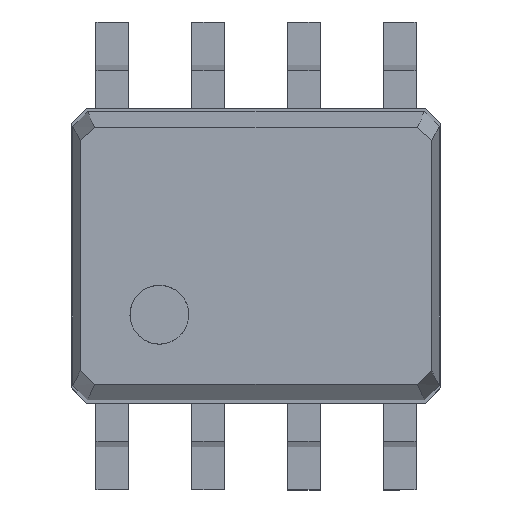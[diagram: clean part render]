
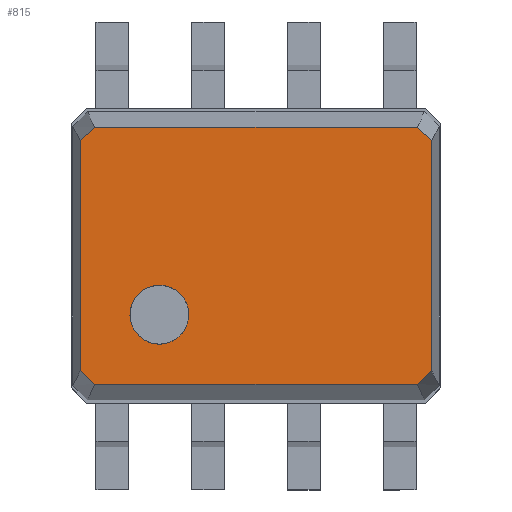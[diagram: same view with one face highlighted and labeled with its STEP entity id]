
A CAD part, top view. The second image highlights one B-rep face of the part: STEP entity #815.
In plain terms, the highlighted free-form (B-spline) face has degree [1, 1] with [2, 2] control points.
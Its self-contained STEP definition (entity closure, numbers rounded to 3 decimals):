
#644 = VERTEX_POINT('',#645);
#645 = CARTESIAN_POINT('',(-2.325,-1.526,1.7));
#652 = VERTEX_POINT('',#653);
#653 = CARTESIAN_POINT('',(-2.325,1.526,1.7));
#658 = EDGE_CURVE('',#644,#652,#659,.T.);
#659 = B_SPLINE_CURVE_WITH_KNOTS('',1,(#660,#661),.UNSPECIFIED.,.F.,.F.,
  (2,2),(0.,3.5),.PIECEWISE_BEZIER_KNOTS.);
#660 = CARTESIAN_POINT('',(-2.325,-1.526,1.7));
#661 = CARTESIAN_POINT('',(-2.325,1.526,1.7));
#674 = VERTEX_POINT('',#675);
#675 = CARTESIAN_POINT('',(-2.135,1.7,1.7));
#680 = EDGE_CURVE('',#652,#674,#681,.T.);
#681 = B_SPLINE_CURVE_WITH_KNOTS('',1,(#682,#683),.UNSPECIFIED.,.F.,.F.,
  (2,2),(0.,0.283),.PIECEWISE_BEZIER_KNOTS.);
#682 = CARTESIAN_POINT('',(-2.325,1.526,1.7));
#683 = CARTESIAN_POINT('',(-2.135,1.7,1.7));
#696 = VERTEX_POINT('',#697);
#697 = CARTESIAN_POINT('',(2.135,1.7,1.7));
#702 = EDGE_CURVE('',#674,#696,#703,.T.);
#703 = B_SPLINE_CURVE_WITH_KNOTS('',1,(#704,#705),.UNSPECIFIED.,.F.,.F.,
  (2,2),(0.,4.5),.PIECEWISE_BEZIER_KNOTS.);
#704 = CARTESIAN_POINT('',(-2.135,1.7,1.7));
#705 = CARTESIAN_POINT('',(2.135,1.7,1.7));
#718 = VERTEX_POINT('',#719);
#719 = CARTESIAN_POINT('',(2.325,1.526,1.7));
#724 = EDGE_CURVE('',#696,#718,#725,.T.);
#725 = B_SPLINE_CURVE_WITH_KNOTS('',1,(#726,#727),.UNSPECIFIED.,.F.,.F.,
  (2,2),(0.,0.283),.PIECEWISE_BEZIER_KNOTS.);
#726 = CARTESIAN_POINT('',(2.135,1.7,1.7));
#727 = CARTESIAN_POINT('',(2.325,1.526,1.7));
#740 = VERTEX_POINT('',#741);
#741 = CARTESIAN_POINT('',(2.325,-1.526,1.7));
#746 = EDGE_CURVE('',#718,#740,#747,.T.);
#747 = B_SPLINE_CURVE_WITH_KNOTS('',1,(#748,#749),.UNSPECIFIED.,.F.,.F.,
  (2,2),(0.,3.5),.PIECEWISE_BEZIER_KNOTS.);
#748 = CARTESIAN_POINT('',(2.325,1.526,1.7));
#749 = CARTESIAN_POINT('',(2.325,-1.526,1.7));
#762 = VERTEX_POINT('',#763);
#763 = CARTESIAN_POINT('',(2.135,-1.7,1.7));
#768 = EDGE_CURVE('',#740,#762,#769,.T.);
#769 = B_SPLINE_CURVE_WITH_KNOTS('',1,(#770,#771),.UNSPECIFIED.,.F.,.F.,
  (2,2),(0.,0.283),.PIECEWISE_BEZIER_KNOTS.);
#770 = CARTESIAN_POINT('',(2.325,-1.526,1.7));
#771 = CARTESIAN_POINT('',(2.135,-1.7,1.7));
#784 = VERTEX_POINT('',#785);
#785 = CARTESIAN_POINT('',(-2.135,-1.7,1.7));
#790 = EDGE_CURVE('',#762,#784,#791,.T.);
#791 = B_SPLINE_CURVE_WITH_KNOTS('',1,(#792,#793),.UNSPECIFIED.,.F.,.F.,
  (2,2),(0.,4.5),.PIECEWISE_BEZIER_KNOTS.);
#792 = CARTESIAN_POINT('',(2.135,-1.7,1.7));
#793 = CARTESIAN_POINT('',(-2.135,-1.7,1.7));
#806 = EDGE_CURVE('',#784,#644,#807,.T.);
#807 = B_SPLINE_CURVE_WITH_KNOTS('',1,(#808,#809),.UNSPECIFIED.,.F.,.F.,
  (2,2),(0.,0.283),.PIECEWISE_BEZIER_KNOTS.);
#808 = CARTESIAN_POINT('',(-2.135,-1.7,1.7));
#809 = CARTESIAN_POINT('',(-2.325,-1.526,1.7));
#815 = ADVANCED_FACE('',(#816,#826),#913,.F.);
#816 = FACE_BOUND('',#817,.F.);
#817 = EDGE_LOOP('',(#818,#819,#820,#821,#822,#823,#824,#825));
#818 = ORIENTED_EDGE('',*,*,#806,.T.);
#819 = ORIENTED_EDGE('',*,*,#658,.T.);
#820 = ORIENTED_EDGE('',*,*,#680,.T.);
#821 = ORIENTED_EDGE('',*,*,#702,.T.);
#822 = ORIENTED_EDGE('',*,*,#724,.T.);
#823 = ORIENTED_EDGE('',*,*,#746,.T.);
#824 = ORIENTED_EDGE('',*,*,#768,.T.);
#825 = ORIENTED_EDGE('',*,*,#790,.T.);
#826 = FACE_BOUND('',#827,.F.);
#827 = EDGE_LOOP('',(#828,#892));
#828 = ORIENTED_EDGE('',*,*,#829,.T.);
#829 = EDGE_CURVE('',#830,#832,#834,.T.);
#830 = VERTEX_POINT('',#831);
#831 = CARTESIAN_POINT('',(-0.89,-0.78,1.7));
#832 = VERTEX_POINT('',#833);
#833 = CARTESIAN_POINT('',(-1.015,-1.067,1.7));
#834 = B_SPLINE_CURVE_WITH_KNOTS('',6,(#835,#836,#837,#838,#839,#840,
    #841,#842,#843,#844,#845,#846,#847,#848,#849,#850,#851,#852,#853,
    #854,#855,#856,#857,#858,#859,#860,#861,#862,#863,#864,#865,#866,
    #867,#868,#869,#870,#871,#872,#873,#874,#875,#876,#877,#878,#879,
    #880,#881,#882,#883,#884,#885,#886,#887,#888,#889,#890,#891),
  .UNSPECIFIED.,.F.,.F.,(7,5,5,5,5,5,5,5,5,5,5,7),(0.,0.145,
    0.192,0.288,0.383,0.431,
    0.576,0.673,0.722,0.77,
    0.863,1.),.UNSPECIFIED.);
#835 = CARTESIAN_POINT('',(-0.89,-0.78,1.7));
#836 = CARTESIAN_POINT('',(-0.89,-0.729,1.7));
#837 = CARTESIAN_POINT('',(-0.898,-0.678,1.7));
#838 = CARTESIAN_POINT('',(-0.914,-0.629,1.7));
#839 = CARTESIAN_POINT('',(-0.938,-0.582,1.7));
#840 = CARTESIAN_POINT('',(-0.968,-0.54,1.7));
#841 = CARTESIAN_POINT('',(-1.016,-0.492,1.7));
#842 = CARTESIAN_POINT('',(-1.029,-0.481,1.7));
#843 = CARTESIAN_POINT('',(-1.042,-0.47,1.7));
#844 = CARTESIAN_POINT('',(-1.056,-0.46,1.7));
#845 = CARTESIAN_POINT('',(-1.07,-0.451,1.7));
#846 = CARTESIAN_POINT('',(-1.114,-0.425,1.7));
#847 = CARTESIAN_POINT('',(-1.145,-0.411,1.7));
#848 = CARTESIAN_POINT('',(-1.178,-0.401,1.7));
#849 = CARTESIAN_POINT('',(-1.212,-0.394,1.7));
#850 = CARTESIAN_POINT('',(-1.246,-0.39,1.7));
#851 = CARTESIAN_POINT('',(-1.314,-0.39,1.7));
#852 = CARTESIAN_POINT('',(-1.348,-0.394,1.7));
#853 = CARTESIAN_POINT('',(-1.381,-0.401,1.7));
#854 = CARTESIAN_POINT('',(-1.414,-0.411,1.7));
#855 = CARTESIAN_POINT('',(-1.445,-0.425,1.7));
#856 = CARTESIAN_POINT('',(-1.489,-0.45,1.7));
#857 = CARTESIAN_POINT('',(-1.503,-0.459,1.7));
#858 = CARTESIAN_POINT('',(-1.517,-0.469,1.7));
#859 = CARTESIAN_POINT('',(-1.53,-0.48,1.7));
#860 = CARTESIAN_POINT('',(-1.543,-0.491,1.7));
#861 = CARTESIAN_POINT('',(-1.591,-0.54,1.7));
#862 = CARTESIAN_POINT('',(-1.622,-0.581,1.7));
#863 = CARTESIAN_POINT('',(-1.646,-0.628,1.7));
#864 = CARTESIAN_POINT('',(-1.662,-0.677,1.7));
#865 = CARTESIAN_POINT('',(-1.67,-0.728,1.7));
#866 = CARTESIAN_POINT('',(-1.67,-0.814,1.7));
#867 = CARTESIAN_POINT('',(-1.666,-0.848,1.7));
#868 = CARTESIAN_POINT('',(-1.659,-0.882,1.7));
#869 = CARTESIAN_POINT('',(-1.648,-0.915,1.7));
#870 = CARTESIAN_POINT('',(-1.634,-0.947,1.7));
#871 = CARTESIAN_POINT('',(-1.608,-0.991,1.7));
#872 = CARTESIAN_POINT('',(-1.599,-1.006,1.7));
#873 = CARTESIAN_POINT('',(-1.589,-1.02,1.7));
#874 = CARTESIAN_POINT('',(-1.578,-1.033,1.7));
#875 = CARTESIAN_POINT('',(-1.566,-1.046,1.7));
#876 = CARTESIAN_POINT('',(-1.542,-1.07,1.7));
#877 = CARTESIAN_POINT('',(-1.529,-1.081,1.7));
#878 = CARTESIAN_POINT('',(-1.516,-1.092,1.7));
#879 = CARTESIAN_POINT('',(-1.502,-1.102,1.7));
#880 = CARTESIAN_POINT('',(-1.487,-1.111,1.7));
#881 = CARTESIAN_POINT('',(-1.444,-1.136,1.7));
#882 = CARTESIAN_POINT('',(-1.413,-1.149,1.7));
#883 = CARTESIAN_POINT('',(-1.381,-1.159,1.7));
#884 = CARTESIAN_POINT('',(-1.348,-1.166,1.7));
#885 = CARTESIAN_POINT('',(-1.315,-1.17,1.7));
#886 = CARTESIAN_POINT('',(-1.233,-1.17,1.7));
#887 = CARTESIAN_POINT('',(-1.184,-1.163,1.7));
#888 = CARTESIAN_POINT('',(-1.136,-1.149,1.7));
#889 = CARTESIAN_POINT('',(-1.092,-1.127,1.7));
#890 = CARTESIAN_POINT('',(-1.051,-1.1,1.7));
#891 = CARTESIAN_POINT('',(-1.015,-1.067,1.7));
#892 = ORIENTED_EDGE('',*,*,#893,.T.);
#893 = EDGE_CURVE('',#832,#830,#894,.T.);
#894 = B_SPLINE_CURVE_WITH_KNOTS('',5,(#895,#896,#897,#898,#899,#900,
    #901,#902,#903,#904,#905,#906,#907,#908,#909,#910,#911,#912),
  .UNSPECIFIED.,.F.,.F.,(6,4,4,4,6),(0.,0.688,0.85,
    0.924,1.),.UNSPECIFIED.);
#895 = CARTESIAN_POINT('',(-1.015,-1.067,1.7));
#896 = CARTESIAN_POINT('',(-0.983,-1.036,1.7));
#897 = CARTESIAN_POINT('',(-0.954,-1.002,1.7));
#898 = CARTESIAN_POINT('',(-0.931,-0.963,1.7));
#899 = CARTESIAN_POINT('',(-0.914,-0.922,1.7));
#900 = CARTESIAN_POINT('',(-0.9,-0.869,1.7));
#901 = CARTESIAN_POINT('',(-0.898,-0.859,1.7));
#902 = CARTESIAN_POINT('',(-0.896,-0.849,1.7));
#903 = CARTESIAN_POINT('',(-0.894,-0.838,1.7));
#904 = CARTESIAN_POINT('',(-0.892,-0.823,1.7));
#905 = CARTESIAN_POINT('',(-0.892,-0.818,1.7));
#906 = CARTESIAN_POINT('',(-0.891,-0.814,1.7));
#907 = CARTESIAN_POINT('',(-0.891,-0.809,1.7));
#908 = CARTESIAN_POINT('',(-0.89,-0.799,1.7));
#909 = CARTESIAN_POINT('',(-0.89,-0.795,1.7));
#910 = CARTESIAN_POINT('',(-0.89,-0.79,1.7));
#911 = CARTESIAN_POINT('',(-0.89,-0.785,1.7));
#912 = CARTESIAN_POINT('',(-0.89,-0.78,1.7));
#913 = B_SPLINE_SURFACE_WITH_KNOTS('',1,1,(
    (#914,#915)
    ,(#916,#917
    )),.UNSPECIFIED.,.F.,.F.,.F.,(2,2),(2,2),(-2.45,2.45),(-1.95,1.95),
  .PIECEWISE_BEZIER_KNOTS.);
#914 = CARTESIAN_POINT('',(2.325,-1.7,1.7));
#915 = CARTESIAN_POINT('',(2.325,1.7,1.7));
#916 = CARTESIAN_POINT('',(-2.325,-1.7,1.7));
#917 = CARTESIAN_POINT('',(-2.325,1.7,1.7));
